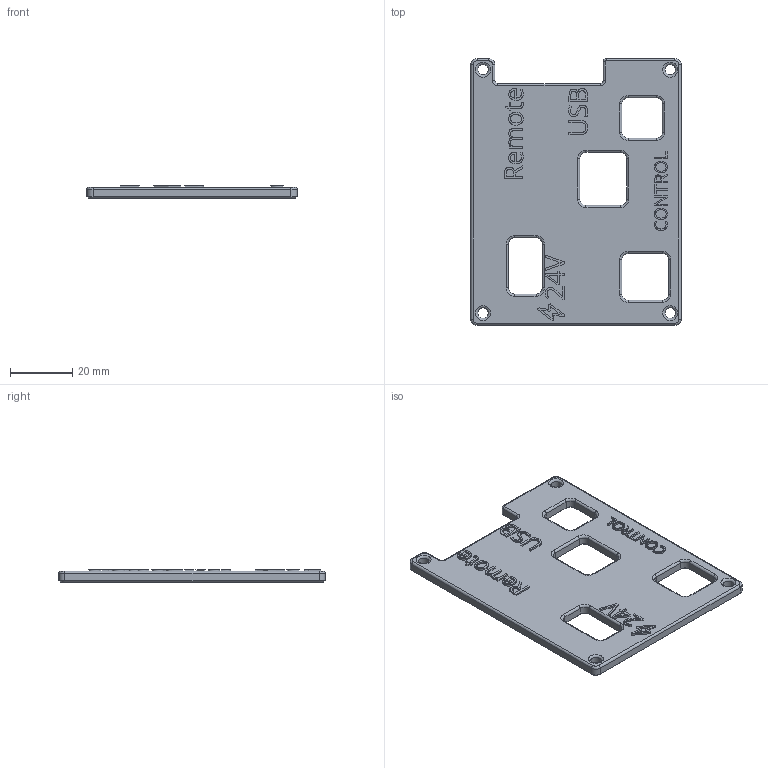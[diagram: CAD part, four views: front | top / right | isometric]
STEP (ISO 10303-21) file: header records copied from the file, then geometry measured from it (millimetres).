
FILE_DESCRIPTION(/* description */ ('PCB Mount Lid'),/* implementation_level */ '2;1');
FILE_NAME(/* name */ 'OSSM - PCB Mounting Box_PCB Mount Lid_step.stp',/* time_stamp */ '2025-03-30T00:17:55-04:00',/* author */ (''),/* organization */ (''),/* preprocessor_version */ 'ST-DEVELOPER v20.1',/* originating_system */ 'Autodesk Translation Framework v14.4.0.0',/* authorisation */ '');
FILE_SCHEMA (('AUTOMOTIVE_DESIGN { 1 0 10303 214 3 1 1 }'));
Length unit declared in the file: metre
Products named in the file (1): PCB Mount Lid
Bounding box: 67.4 x 85.4 x 4 mm (x, y, z)
Volume: 16061 mm3; surface area: 11153.3 mm2
Topology: 1 solids, 1 shells, 546 faces, 1439 edges, 926 vertices
Faces by surface type: plane 245, bspline 170, cylinder 76, cone 28, torus 27
Full cylindrical faces by diameter (mm): 3.4 x4
Entity records: 17891 total; most frequent: CARTESIAN_POINT 4779, ORIENTED_EDGE 2878, DIRECTION 2071, EDGE_CURVE 1439, VERTEX_POINT 926, LINE 885, VECTOR 885, EDGE_LOOP 593
